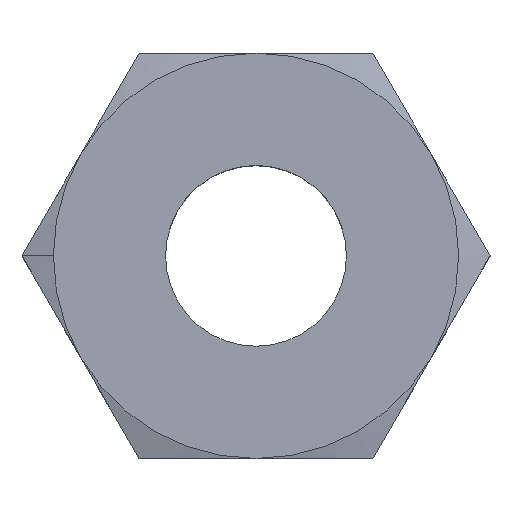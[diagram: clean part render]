
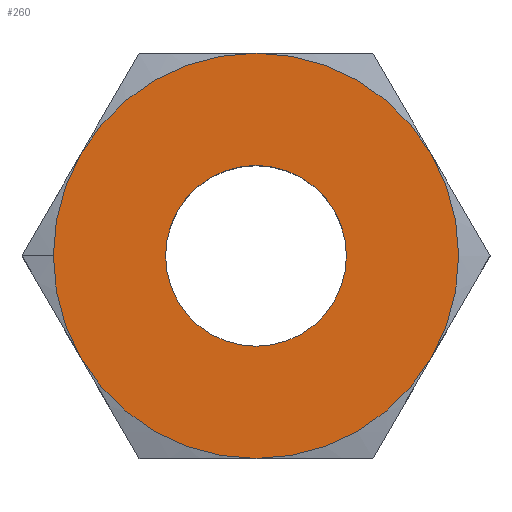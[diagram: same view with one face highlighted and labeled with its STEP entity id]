
A CAD part, top view. The second image highlights one B-rep face of the part: STEP entity #260.
In plain terms, the highlighted planar face has unit normal (0, 0, 1).
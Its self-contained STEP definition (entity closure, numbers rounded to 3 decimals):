
#8 = FACE_OUTER_BOUND ( 'NONE', #746, .T. ) ;
#18 = CIRCLE ( 'NONE', #166, 3.15 ) ;
#20 = CARTESIAN_POINT ( 'NONE',  ( 0., 0., 1.405 ) ) ;
#24 = ORIENTED_EDGE ( 'NONE', *, *, #450, .T. ) ;
#34 = DIRECTION ( 'NONE',  ( 0., 0., 1. ) ) ;
#36 = CARTESIAN_POINT ( 'NONE',  ( 2.728, 1.575, 1.405 ) ) ;
#70 = CARTESIAN_POINT ( 'NONE',  ( 1.405, 0., 1.405 ) ) ;
#78 = EDGE_CURVE ( 'NONE', #224, #668, #322, .T. ) ;
#120 = EDGE_CURVE ( 'NONE', #189, #668, #273, .T. ) ;
#123 = VERTEX_POINT ( 'NONE', #638 ) ;
#129 = DIRECTION ( 'NONE',  ( 1., 0., 0. ) ) ;
#130 = ORIENTED_EDGE ( 'NONE', *, *, #173, .F. ) ;
#155 = AXIS2_PLACEMENT_3D ( 'NONE', #204, #382, #129 ) ;
#160 = EDGE_CURVE ( 'NONE', #609, #191, #498, .T. ) ;
#166 = AXIS2_PLACEMENT_3D ( 'NONE', #211, #560, #340 ) ;
#168 = VERTEX_POINT ( 'NONE', #70 ) ;
#171 = CARTESIAN_POINT ( 'NONE',  ( 0., 3.15, 1.405 ) ) ;
#173 = EDGE_CURVE ( 'NONE', #123, #168, #623, .T. ) ;
#174 = CIRCLE ( 'NONE', #678, 3.15 ) ;
#175 = DIRECTION ( 'NONE',  ( 1., 0., 0. ) ) ;
#189 = VERTEX_POINT ( 'NONE', #266 ) ;
#191 = VERTEX_POINT ( 'NONE', #257 ) ;
#197 = EDGE_CURVE ( 'NONE', #168, #123, #254, .T. ) ;
#202 = EDGE_LOOP ( 'NONE', ( #729, #130 ) ) ;
#204 = CARTESIAN_POINT ( 'NONE',  ( 0., 0., 1.405 ) ) ;
#211 = CARTESIAN_POINT ( 'NONE',  ( 0., 0., 1.405 ) ) ;
#217 = CARTESIAN_POINT ( 'NONE',  ( 0., 0., 1.405 ) ) ;
#224 = VERTEX_POINT ( 'NONE', #36 ) ;
#226 = AXIS2_PLACEMENT_3D ( 'NONE', #361, #588, #175 ) ;
#254 = CIRCLE ( 'NONE', #635, 1.405 ) ;
#257 = CARTESIAN_POINT ( 'NONE',  ( 2.728, -1.575, 1.405 ) ) ;
#260 = ADVANCED_FACE ( 'NONE', ( #661, #8 ), #692, .T. ) ;
#265 = EDGE_CURVE ( 'NONE', #191, #224, #509, .T. ) ;
#266 = CARTESIAN_POINT ( 'NONE',  ( -2.728, 1.575, 1.405 ) ) ;
#273 = CIRCLE ( 'NONE', #527, 3.15 ) ;
#313 = DIRECTION ( 'NONE',  ( 1., 0., 0. ) ) ;
#322 = CIRCLE ( 'NONE', #479, 3.15 ) ;
#325 = AXIS2_PLACEMENT_3D ( 'NONE', #745, #416, #359 ) ;
#340 = DIRECTION ( 'NONE',  ( 1., 0., 0. ) ) ;
#342 = DIRECTION ( 'NONE',  ( 1., 0., 0. ) ) ;
#348 = CARTESIAN_POINT ( 'NONE',  ( 0., 0., 1.405 ) ) ;
#349 = DIRECTION ( 'NONE',  ( -1., 0., 0. ) ) ;
#359 = DIRECTION ( 'NONE',  ( 1., 0., 0. ) ) ;
#361 = CARTESIAN_POINT ( 'NONE',  ( 0., 0., 1.405 ) ) ;
#382 = DIRECTION ( 'NONE',  ( 0., 0., 1. ) ) ;
#383 = AXIS2_PLACEMENT_3D ( 'NONE', #348, #412, #752 ) ;
#412 = DIRECTION ( 'NONE',  ( 0., 0., 1. ) ) ;
#414 = ORIENTED_EDGE ( 'NONE', *, *, #120, .F. ) ;
#416 = DIRECTION ( 'NONE',  ( 0., 0., 1. ) ) ;
#421 = CARTESIAN_POINT ( 'NONE',  ( -2.728, -1.575, 1.405 ) ) ;
#426 = ORIENTED_EDGE ( 'NONE', *, *, #78, .T. ) ;
#450 = EDGE_CURVE ( 'NONE', #469, #737, #18, .T. ) ;
#469 = VERTEX_POINT ( 'NONE', #497 ) ;
#479 = AXIS2_PLACEMENT_3D ( 'NONE', #503, #34, #342 ) ;
#497 = CARTESIAN_POINT ( 'NONE',  ( -3.15, 0., 1.405 ) ) ;
#498 = CIRCLE ( 'NONE', #155, 3.15 ) ;
#503 = CARTESIAN_POINT ( 'NONE',  ( 0., 0., 1.405 ) ) ;
#504 = CARTESIAN_POINT ( 'NONE',  ( 0., 0., 1.405 ) ) ;
#509 = CIRCLE ( 'NONE', #383, 3.15 ) ;
#511 = AXIS2_PLACEMENT_3D ( 'NONE', #20, #675, #724 ) ;
#519 = ORIENTED_EDGE ( 'NONE', *, *, #265, .T. ) ;
#527 = AXIS2_PLACEMENT_3D ( 'NONE', #217, #736, #349 ) ;
#528 = ORIENTED_EDGE ( 'NONE', *, *, #160, .T. ) ;
#540 = CIRCLE ( 'NONE', #325, 3.15 ) ;
#560 = DIRECTION ( 'NONE',  ( 0., 0., 1. ) ) ;
#561 = DIRECTION ( 'NONE',  ( 1., 0., 0. ) ) ;
#588 = DIRECTION ( 'NONE',  ( 0., 0., 1. ) ) ;
#603 = CARTESIAN_POINT ( 'NONE',  ( 0., 0., 1.405 ) ) ;
#609 = VERTEX_POINT ( 'NONE', #647 ) ;
#617 = ORIENTED_EDGE ( 'NONE', *, *, #726, .T. ) ;
#623 = CIRCLE ( 'NONE', #511, 1.405 ) ;
#624 = DIRECTION ( 'NONE',  ( 0., 0., 1. ) ) ;
#628 = EDGE_CURVE ( 'NONE', #189, #469, #540, .T. ) ;
#635 = AXIS2_PLACEMENT_3D ( 'NONE', #504, #624, #561 ) ;
#638 = CARTESIAN_POINT ( 'NONE',  ( -1.405, 0., 1.405 ) ) ;
#647 = CARTESIAN_POINT ( 'NONE',  ( 0., -3.15, 1.405 ) ) ;
#659 = ORIENTED_EDGE ( 'NONE', *, *, #628, .T. ) ;
#661 = FACE_BOUND ( 'NONE', #202, .T. ) ;
#668 = VERTEX_POINT ( 'NONE', #171 ) ;
#675 = DIRECTION ( 'NONE',  ( 0., 0., 1. ) ) ;
#678 = AXIS2_PLACEMENT_3D ( 'NONE', #603, #757, #313 ) ;
#692 = PLANE ( 'NONE',  #226 ) ;
#724 = DIRECTION ( 'NONE',  ( 1., 0., 0. ) ) ;
#726 = EDGE_CURVE ( 'NONE', #737, #609, #174, .T. ) ;
#729 = ORIENTED_EDGE ( 'NONE', *, *, #197, .F. ) ;
#736 = DIRECTION ( 'NONE',  ( 0., 0., -1. ) ) ;
#737 = VERTEX_POINT ( 'NONE', #421 ) ;
#745 = CARTESIAN_POINT ( 'NONE',  ( 0., 0., 1.405 ) ) ;
#746 = EDGE_LOOP ( 'NONE', ( #519, #426, #414, #659, #24, #617, #528 ) ) ;
#752 = DIRECTION ( 'NONE',  ( 1., 0., 0. ) ) ;
#757 = DIRECTION ( 'NONE',  ( 0., 0., 1. ) ) ;
